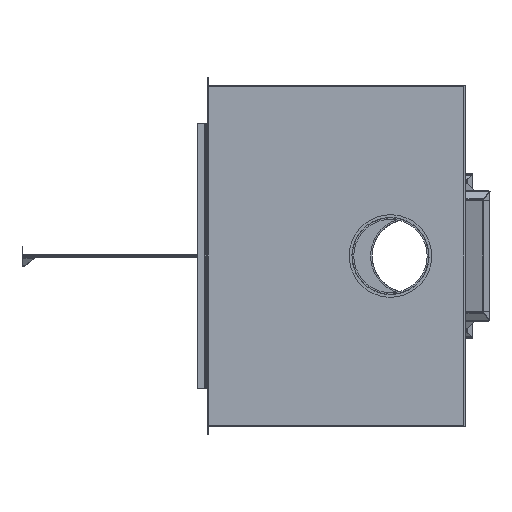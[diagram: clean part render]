
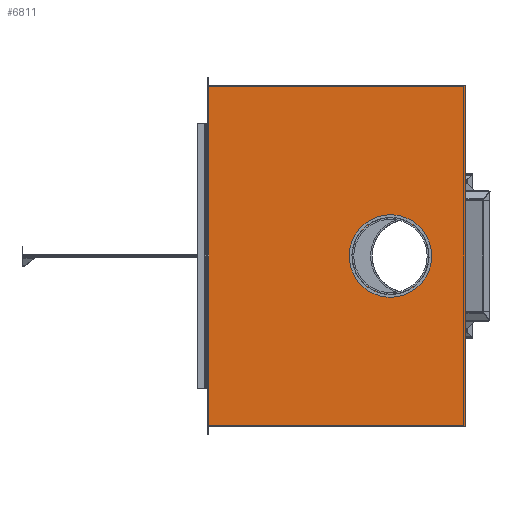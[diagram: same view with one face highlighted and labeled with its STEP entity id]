
A CAD part, left-side view. The second image highlights one B-rep face of the part: STEP entity #6811.
In plain terms, the highlighted planar face has unit normal (-1, 0, 0).
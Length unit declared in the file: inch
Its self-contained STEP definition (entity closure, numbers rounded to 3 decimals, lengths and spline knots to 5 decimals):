
#112 = EDGE_CURVE ( 'NONE', #2476, #15960, #7064, .T. ) ;
#1034 = EDGE_CURVE ( 'NONE', #3612, #3846, #9988, .T. ) ;
#1214 = CARTESIAN_POINT ( 'NONE',  ( -24.25, 6., 0. ) ) ;
#1233 = DIRECTION ( 'NONE',  ( -1., 0., 0. ) ) ;
#1669 = EDGE_LOOP ( 'NONE', ( #18400, #2121 ) ) ;
#1674 = DIRECTION ( 'NONE',  ( 0., 1., 0. ) ) ;
#2121 = ORIENTED_EDGE ( 'NONE', *, *, #1034, .F. ) ;
#2476 = VERTEX_POINT ( 'NONE', #7950 ) ;
#2532 = FACE_BOUND ( 'NONE', #1669, .T. ) ;
#2628 = VERTEX_POINT ( 'NONE', #4105 ) ;
#3135 = DIRECTION ( 'NONE',  ( 0., 0., 1. ) ) ;
#3217 = LINE ( 'NONE', #16970, #5001 ) ;
#3283 = VECTOR ( 'NONE', #15966, 39.37008 ) ;
#3402 = AXIS2_PLACEMENT_3D ( 'NONE', #7388, #5911, #15008 ) ;
#3612 = VERTEX_POINT ( 'NONE', #11927 ) ;
#3846 = VERTEX_POINT ( 'NONE', #9713 ) ;
#4105 = CARTESIAN_POINT ( 'NONE',  ( -24.25, 35.75, -27.9375 ) ) ;
#4309 = VERTEX_POINT ( 'NONE', #7295 ) ;
#5001 = VECTOR ( 'NONE', #12582, 39.37008 ) ;
#5677 = DIRECTION ( 'NONE',  ( 0., 0., 1. ) ) ;
#5891 = LINE ( 'NONE', #12026, #6891 ) ;
#5911 = DIRECTION ( 'NONE',  ( -1., 0., 0. ) ) ;
#6801 = VECTOR ( 'NONE', #1674, 39.37008 ) ;
#6811 = ADVANCED_FACE ( 'NONE', ( #2532, #14790 ), #10025, .T. ) ;
#6891 = VECTOR ( 'NONE', #3135, 39.37008 ) ;
#7064 = LINE ( 'NONE', #9899, #3283 ) ;
#7148 = ORIENTED_EDGE ( 'NONE', *, *, #9269, .F. ) ;
#7280 = DIRECTION ( 'NONE',  ( 0., 0., 1. ) ) ;
#7295 = CARTESIAN_POINT ( 'NONE',  ( -24.25, 35.75, 27.9375 ) ) ;
#7388 = CARTESIAN_POINT ( 'NONE',  ( -24.25, 6., 0. ) ) ;
#7950 = CARTESIAN_POINT ( 'NONE',  ( -24.25, -6.32019, -27.9375 ) ) ;
#8362 = AXIS2_PLACEMENT_3D ( 'NONE', #16199, #1233, #7280 ) ;
#9269 = EDGE_CURVE ( 'NONE', #2628, #4309, #5891, .T. ) ;
#9610 = EDGE_CURVE ( 'NONE', #3846, #3612, #15000, .T. ) ;
#9713 = CARTESIAN_POINT ( 'NONE',  ( -24.25, 6., 6. ) ) ;
#9899 = CARTESIAN_POINT ( 'NONE',  ( -24.25, -6.32019, -27.6875 ) ) ;
#9988 = CIRCLE ( 'NONE', #3402, 6. ) ;
#10025 = PLANE ( 'NONE',  #8362 ) ;
#10184 = EDGE_CURVE ( 'NONE', #15960, #4309, #18034, .T. ) ;
#11927 = CARTESIAN_POINT ( 'NONE',  ( -24.25, 6., -6. ) ) ;
#12026 = CARTESIAN_POINT ( 'NONE',  ( -24.25, 35.75, 0. ) ) ;
#12166 = ORIENTED_EDGE ( 'NONE', *, *, #17088, .F. ) ;
#12582 = DIRECTION ( 'NONE',  ( 0., 1., 0. ) ) ;
#14056 = AXIS2_PLACEMENT_3D ( 'NONE', #1214, #19538, #5677 ) ;
#14790 = FACE_OUTER_BOUND ( 'NONE', #14974, .T. ) ;
#14974 = EDGE_LOOP ( 'NONE', ( #17473, #7148, #12166, #16794 ) ) ;
#15000 = CIRCLE ( 'NONE', #14056, 6. ) ;
#15008 = DIRECTION ( 'NONE',  ( 0., 0., 1. ) ) ;
#15960 = VERTEX_POINT ( 'NONE', #17882 ) ;
#15966 = DIRECTION ( 'NONE',  ( 0., 0., 1. ) ) ;
#16199 = CARTESIAN_POINT ( 'NONE',  ( -24.25, -6., -27.6875 ) ) ;
#16551 = CARTESIAN_POINT ( 'NONE',  ( -24.25, -6., 27.9375 ) ) ;
#16794 = ORIENTED_EDGE ( 'NONE', *, *, #112, .T. ) ;
#16970 = CARTESIAN_POINT ( 'NONE',  ( -24.25, -6., -27.9375 ) ) ;
#17088 = EDGE_CURVE ( 'NONE', #2476, #2628, #3217, .T. ) ;
#17473 = ORIENTED_EDGE ( 'NONE', *, *, #10184, .T. ) ;
#17882 = CARTESIAN_POINT ( 'NONE',  ( -24.25, -6.32019, 27.9375 ) ) ;
#18034 = LINE ( 'NONE', #16551, #6801 ) ;
#18400 = ORIENTED_EDGE ( 'NONE', *, *, #9610, .F. ) ;
#19538 = DIRECTION ( 'NONE',  ( -1., 0., 0. ) ) ;
